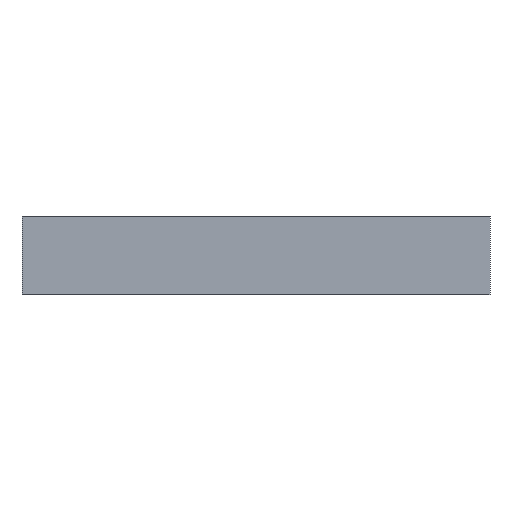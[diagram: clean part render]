
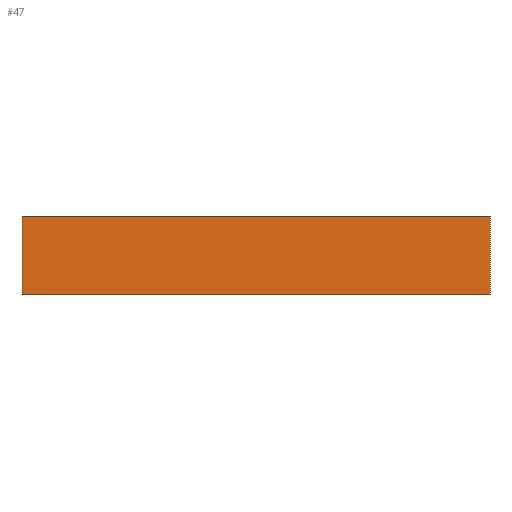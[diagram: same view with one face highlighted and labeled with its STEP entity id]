
A CAD part, left-side view. The second image highlights one B-rep face of the part: STEP entity #47.
In plain terms, the highlighted planar face has unit normal (-1, 0, 0).
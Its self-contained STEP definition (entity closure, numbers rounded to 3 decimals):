
#21 = VERTEX_POINT ( 'NONE', #44 ) ;
#28 = LINE ( 'NONE', #203, #739 ) ;
#38 = DIRECTION ( 'NONE',  ( 0., 1., 0. ) ) ;
#44 = CARTESIAN_POINT ( 'NONE',  ( -331., 180., -15. ) ) ;
#45 = DIRECTION ( 'NONE',  ( 0., -1., 0. ) ) ;
#47 = ADVANCED_FACE ( 'NONE', ( #476 ), #406, .F. ) ;
#85 = EDGE_CURVE ( 'NONE', #308, #303, #195, .T. ) ;
#103 = DIRECTION ( 'NONE',  ( 1., 0., 0. ) ) ;
#115 = CARTESIAN_POINT ( 'NONE',  ( -331., 0., 15. ) ) ;
#118 = CARTESIAN_POINT ( 'NONE',  ( -331., 0., -15. ) ) ;
#161 = VECTOR ( 'NONE', #387, 1000. ) ;
#195 = LINE ( 'NONE', #118, #636 ) ;
#203 = CARTESIAN_POINT ( 'NONE',  ( -331., 0., 15. ) ) ;
#206 = CARTESIAN_POINT ( 'NONE',  ( -331., 0., 15. ) ) ;
#208 = ORIENTED_EDGE ( 'NONE', *, *, #291, .F. ) ;
#211 = CARTESIAN_POINT ( 'NONE',  ( -331., 166., -15. ) ) ;
#249 = VECTOR ( 'NONE', #45, 1000. ) ;
#283 = VERTEX_POINT ( 'NONE', #206 ) ;
#289 = ORIENTED_EDGE ( 'NONE', *, *, #375, .T. ) ;
#291 = EDGE_CURVE ( 'NONE', #683, #622, #28, .T. ) ;
#303 = VERTEX_POINT ( 'NONE', #747 ) ;
#305 = EDGE_CURVE ( 'NONE', #683, #668, #614, .T. ) ;
#308 = VERTEX_POINT ( 'NONE', #211 ) ;
#311 = ORIENTED_EDGE ( 'NONE', *, *, #715, .F. ) ;
#327 = EDGE_LOOP ( 'NONE', ( #368, #289, #585, #311, #208, #418, #694, #509 ) ) ;
#340 = LINE ( 'NONE', #578, #760 ) ;
#343 = VECTOR ( 'NONE', #682, 1000. ) ;
#359 = CARTESIAN_POINT ( 'NONE',  ( -331., 0., -15. ) ) ;
#368 = ORIENTED_EDGE ( 'NONE', *, *, #85, .T. ) ;
#375 = EDGE_CURVE ( 'NONE', #303, #535, #462, .T. ) ;
#387 = DIRECTION ( 'NONE',  ( 0., 1., 0. ) ) ;
#400 = AXIS2_PLACEMENT_3D ( 'NONE', #642, #103, #707 ) ;
#406 = PLANE ( 'NONE',  #400 ) ;
#418 = ORIENTED_EDGE ( 'NONE', *, *, #305, .T. ) ;
#424 = EDGE_CURVE ( 'NONE', #308, #21, #340, .T. ) ;
#442 = CARTESIAN_POINT ( 'NONE',  ( -331., 180., 15. ) ) ;
#448 = DIRECTION ( 'NONE',  ( 0., -1., 0. ) ) ;
#462 = LINE ( 'NONE', #633, #665 ) ;
#470 = DIRECTION ( 'NONE',  ( 0., -1., 0. ) ) ;
#476 = FACE_OUTER_BOUND ( 'NONE', #327, .T. ) ;
#477 = LINE ( 'NONE', #115, #645 ) ;
#509 = ORIENTED_EDGE ( 'NONE', *, *, #424, .F. ) ;
#521 = LINE ( 'NONE', #586, #249 ) ;
#535 = VERTEX_POINT ( 'NONE', #359 ) ;
#538 = CARTESIAN_POINT ( 'NONE',  ( -331., 166., 15. ) ) ;
#578 = CARTESIAN_POINT ( 'NONE',  ( -331., 0., -15. ) ) ;
#585 = ORIENTED_EDGE ( 'NONE', *, *, #608, .F. ) ;
#586 = CARTESIAN_POINT ( 'NONE',  ( -331., 0., 15. ) ) ;
#596 = CARTESIAN_POINT ( 'NONE',  ( -331., 180., 15. ) ) ;
#599 = DIRECTION ( 'NONE',  ( 0., -1., 0. ) ) ;
#608 = EDGE_CURVE ( 'NONE', #283, #535, #477, .T. ) ;
#614 = LINE ( 'NONE', #681, #161 ) ;
#622 = VERTEX_POINT ( 'NONE', #704 ) ;
#633 = CARTESIAN_POINT ( 'NONE',  ( -331., 0., -15. ) ) ;
#636 = VECTOR ( 'NONE', #599, 1000. ) ;
#642 = CARTESIAN_POINT ( 'NONE',  ( -331., 0., 15. ) ) ;
#645 = VECTOR ( 'NONE', #657, 1000. ) ;
#657 = DIRECTION ( 'NONE',  ( 0., 0., -1. ) ) ;
#665 = VECTOR ( 'NONE', #470, 1000. ) ;
#668 = VERTEX_POINT ( 'NONE', #596 ) ;
#681 = CARTESIAN_POINT ( 'NONE',  ( -331., 180., 15. ) ) ;
#682 = DIRECTION ( 'NONE',  ( 0., 0., -1. ) ) ;
#683 = VERTEX_POINT ( 'NONE', #538 ) ;
#694 = ORIENTED_EDGE ( 'NONE', *, *, #771, .T. ) ;
#704 = CARTESIAN_POINT ( 'NONE',  ( -331., 14., 15. ) ) ;
#707 = DIRECTION ( 'NONE',  ( 0., 0., -1. ) ) ;
#715 = EDGE_CURVE ( 'NONE', #622, #283, #521, .T. ) ;
#732 = LINE ( 'NONE', #442, #343 ) ;
#739 = VECTOR ( 'NONE', #448, 1000. ) ;
#747 = CARTESIAN_POINT ( 'NONE',  ( -331., 14., -15. ) ) ;
#760 = VECTOR ( 'NONE', #38, 1000. ) ;
#771 = EDGE_CURVE ( 'NONE', #668, #21, #732, .T. ) ;
